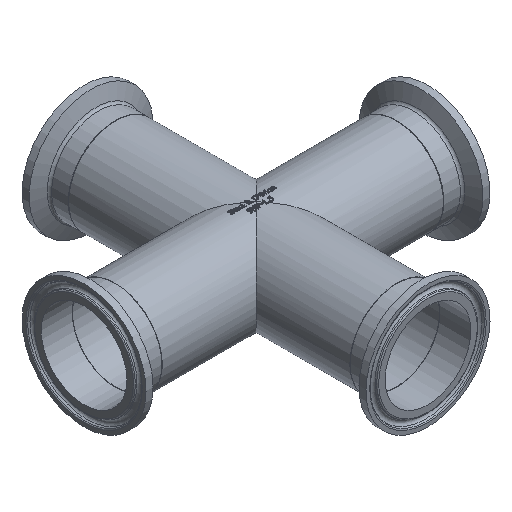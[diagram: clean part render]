
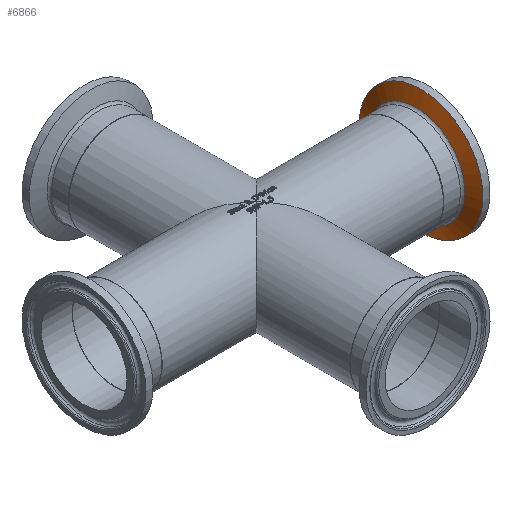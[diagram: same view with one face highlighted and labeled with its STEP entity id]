
A CAD part, isometric view. The second image highlights one B-rep face of the part: STEP entity #6866.
In plain terms, the highlighted conical face has half-angle 70 degrees and reference radius 22.123 mm.
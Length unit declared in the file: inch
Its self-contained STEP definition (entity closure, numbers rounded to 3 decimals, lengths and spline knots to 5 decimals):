
#15=CONICAL_SURFACE('',#7286,0.871,70.);
#84=FACE_BOUND('',#1545,.T.);
#1124=FACE_OUTER_BOUND('',#1544,.T.);
#1544=EDGE_LOOP('',(#6110));
#1545=EDGE_LOOP('',(#6111));
#1856=CIRCLE('',#7285,0.77961);
#1857=CIRCLE('',#7287,0.992);
#3358=VERTEX_POINT('',#14768);
#3359=VERTEX_POINT('',#14771);
#4335=EDGE_CURVE('',#3358,#3358,#1856,.T.);
#4336=EDGE_CURVE('',#3359,#3359,#1857,.T.);
#6110=ORIENTED_EDGE('',*,*,#4336,.T.);
#6111=ORIENTED_EDGE('',*,*,#4335,.F.);
#6866=ADVANCED_FACE('',(#1124,#84),#15,.T.);
#7285=AXIS2_PLACEMENT_3D('',#14769,#8533,#8534);
#7286=AXIS2_PLACEMENT_3D('',#14770,#8535,#8536);
#7287=AXIS2_PLACEMENT_3D('',#14772,#8537,#8538);
#8533=DIRECTION('center_axis',(-1.,0.,0.));
#8534=DIRECTION('ref_axis',(0.,0.689,-0.725));
#8535=DIRECTION('center_axis',(1.,0.,0.));
#8536=DIRECTION('ref_axis',(0.,-0.689,0.725));
#8537=DIRECTION('center_axis',(-1.,0.,0.));
#8538=DIRECTION('ref_axis',(0.,-0.725,-0.689));
#14768=CARTESIAN_POINT('',(2.5607,-0.53698,0.5652));
#14769=CARTESIAN_POINT('Origin',(2.5607,0.,
0.));
#14770=CARTESIAN_POINT('Origin',(2.59396,0.,
0.));
#14771=CARTESIAN_POINT('',(2.638,-0.68327,0.71917));
#14772=CARTESIAN_POINT('Origin',(2.638,0.,0.));
